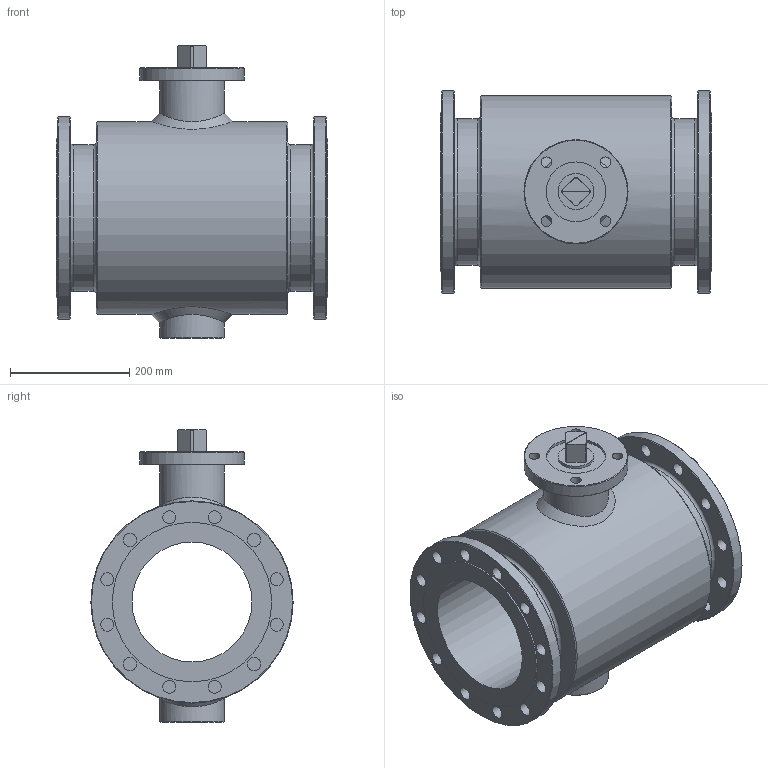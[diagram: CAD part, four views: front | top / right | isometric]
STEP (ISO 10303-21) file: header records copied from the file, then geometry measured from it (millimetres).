
FILE_DESCRIPTION( ( 'Unknown' ), '1' );
FILE_NAME( 'E1-200KKc_1.stp', 'Unknown', ( 'Unknown' ), ( 'Unknown' ), 'PSStep 11.0', 'Unknown', ' ' );
FILE_SCHEMA( ( 'AUTOMOTIVE_DESIGN { 1 0 10303 214 1 1 1 1 }' ) );
Length unit declared in the file: millimetre
Products named in the file (1): 1
Bounding box: 457 x 340 x 491.5 mm (x, y, z)
Volume: 21698915.3 mm3; surface area: 1101406.1 mm2
Topology: 1 solids, 1 shells, 88 faces, 236 edges, 161 vertices
Faces by surface type: cylinder 45, plane 22, cone 15, torus 4, bspline 2
Full cylindrical faces by diameter (mm): 18 x4, 22 x24, 60.013 x1, 100 x1, 109 x2, 175 x1, 201.5 x1, 246 x2, 268 x2, 323.9 x1, 340 x2
Entity records: 3631 total; most frequent: CARTESIAN_POINT 952, DIRECTION 416, ORIENTED_EDGE 294, EDGE_LOOP 214, AXIS2_PLACEMENT_3D 198, EDGE_CURVE 147, FACE_OUTER_BOUND 135, VERTEX_POINT 129
